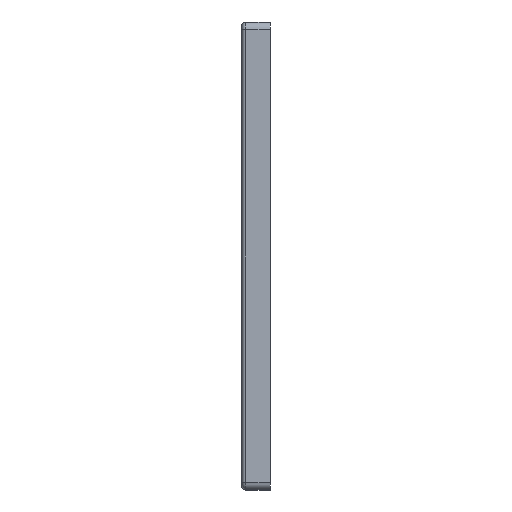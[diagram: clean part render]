
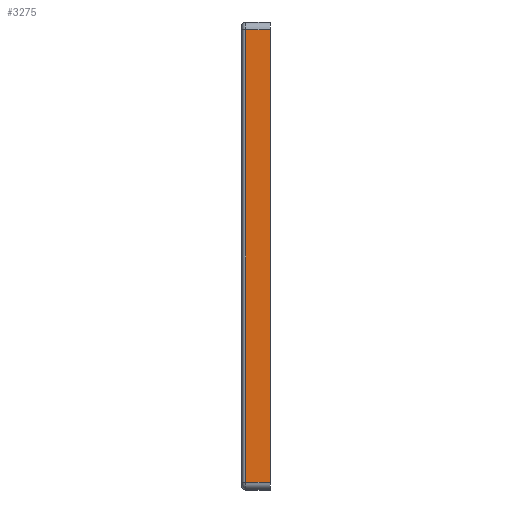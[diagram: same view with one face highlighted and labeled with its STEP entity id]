
A CAD part, left-side view. The second image highlights one B-rep face of the part: STEP entity #3275.
In plain terms, the highlighted planar face has unit normal (-1, 0, 0).
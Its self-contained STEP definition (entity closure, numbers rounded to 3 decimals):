
#60 = VECTOR ( 'NONE', #2426, 1000. ) ;
#181 = ORIENTED_EDGE ( 'NONE', *, *, #3690, .T. ) ;
#193 = DIRECTION ( 'NONE',  ( 1., 0., 0. ) ) ;
#652 = ORIENTED_EDGE ( 'NONE', *, *, #2109, .T. ) ;
#805 = VERTEX_POINT ( 'NONE', #4366 ) ;
#876 = CARTESIAN_POINT ( 'NONE',  ( 0., 0., 0. ) ) ;
#905 = VECTOR ( 'NONE', #4654, 1000. ) ;
#1027 = CARTESIAN_POINT ( 'NONE',  ( 0., 6.25, -2. ) ) ;
#1070 = AXIS2_PLACEMENT_3D ( 'NONE', #2672, #193, #1803 ) ;
#1472 = CARTESIAN_POINT ( 'NONE',  ( 0., 0., -116.266 ) ) ;
#1534 = ORIENTED_EDGE ( 'NONE', *, *, #2385, .T. ) ;
#1540 = VERTEX_POINT ( 'NONE', #4302 ) ;
#1607 = EDGE_CURVE ( 'NONE', #5002, #4866, #1806, .T. ) ;
#1803 = DIRECTION ( 'NONE',  ( 0., 0., -1. ) ) ;
#1806 = LINE ( 'NONE', #3017, #2459 ) ;
#2109 = EDGE_CURVE ( 'NONE', #1540, #5002, #4422, .T. ) ;
#2143 = EDGE_LOOP ( 'NONE', ( #3267, #181, #1534, #652 ) ) ;
#2194 = FACE_OUTER_BOUND ( 'NONE', #2143, .T. ) ;
#2224 = DIRECTION ( 'NONE',  ( 0., 1., 0. ) ) ;
#2385 = EDGE_CURVE ( 'NONE', #805, #1540, #4944, .T. ) ;
#2426 = DIRECTION ( 'NONE',  ( 0., 0., 1. ) ) ;
#2459 = VECTOR ( 'NONE', #2224, 1000. ) ;
#2672 = CARTESIAN_POINT ( 'NONE',  ( 0., 2., 0. ) ) ;
#2679 = DIRECTION ( 'NONE',  ( 0., 0., -1. ) ) ;
#3017 = CARTESIAN_POINT ( 'NONE',  ( 0., 2., -2. ) ) ;
#3160 = LINE ( 'NONE', #3912, #4870 ) ;
#3267 = ORIENTED_EDGE ( 'NONE', *, *, #1607, .T. ) ;
#3275 = ADVANCED_FACE ( 'NONE', ( #2194 ), #3793, .F. ) ;
#3690 = EDGE_CURVE ( 'NONE', #4866, #805, #3160, .T. ) ;
#3793 = PLANE ( 'NONE',  #1070 ) ;
#3912 = CARTESIAN_POINT ( 'NONE',  ( 0., 6.25, -116.266 ) ) ;
#4302 = CARTESIAN_POINT ( 'NONE',  ( 0., 0., -116.266 ) ) ;
#4366 = CARTESIAN_POINT ( 'NONE',  ( 0., 6.25, -116.266 ) ) ;
#4419 = CARTESIAN_POINT ( 'NONE',  ( 0., 0., -2. ) ) ;
#4422 = LINE ( 'NONE', #876, #60 ) ;
#4654 = DIRECTION ( 'NONE',  ( 0., -1., 0. ) ) ;
#4866 = VERTEX_POINT ( 'NONE', #1027 ) ;
#4870 = VECTOR ( 'NONE', #2679, 1000. ) ;
#4944 = LINE ( 'NONE', #1472, #905 ) ;
#5002 = VERTEX_POINT ( 'NONE', #4419 ) ;
